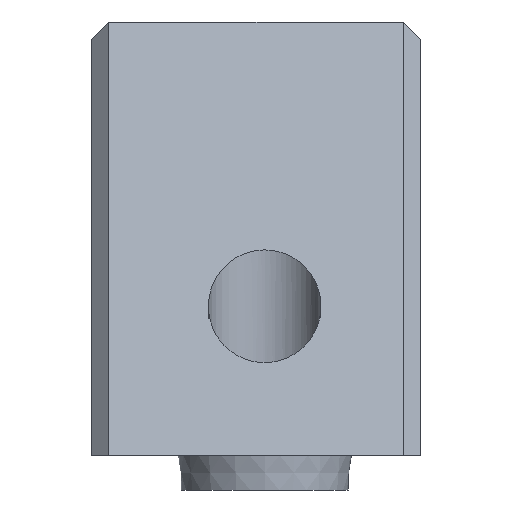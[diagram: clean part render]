
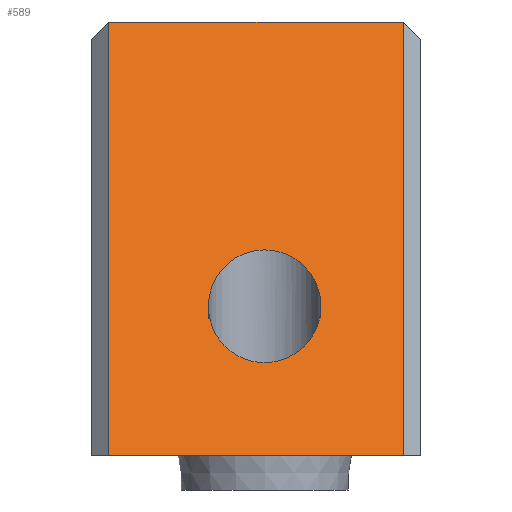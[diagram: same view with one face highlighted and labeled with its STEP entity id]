
A CAD part, left-side view. The second image highlights one B-rep face of the part: STEP entity #589.
In plain terms, the highlighted planar face has unit normal (-0.707, 0, 0.707).
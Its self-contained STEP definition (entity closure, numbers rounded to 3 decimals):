
#15=ELLIPSE('',#647,4.596,3.25);
#23=FACE_BOUND('',#114,.T.);
#31=PLANE('',#653);
#71=FACE_OUTER_BOUND('',#113,.T.);
#113=EDGE_LOOP('',(#465,#466,#467,#468));
#114=EDGE_LOOP('',(#469));
#151=LINE('',#898,#217);
#157=LINE('',#920,#223);
#158=LINE('',#922,#224);
#159=LINE('',#923,#225);
#217=VECTOR('',#731,10.);
#223=VECTOR('',#755,10.);
#224=VECTOR('',#756,10.);
#225=VECTOR('',#757,10.);
#299=VERTEX_POINT('',#895);
#300=VERTEX_POINT('',#897);
#304=VERTEX_POINT('',#907);
#307=VERTEX_POINT('',#919);
#308=VERTEX_POINT('',#921);
#355=EDGE_CURVE('',#300,#299,#151,.T.);
#361=EDGE_CURVE('',#304,#304,#15,.T.);
#365=EDGE_CURVE('',#307,#299,#157,.T.);
#366=EDGE_CURVE('',#308,#307,#158,.T.);
#367=EDGE_CURVE('',#300,#308,#159,.T.);
#465=ORIENTED_EDGE('',*,*,#365,.F.);
#466=ORIENTED_EDGE('',*,*,#366,.F.);
#467=ORIENTED_EDGE('',*,*,#367,.F.);
#468=ORIENTED_EDGE('',*,*,#355,.T.);
#469=ORIENTED_EDGE('',*,*,#361,.T.);
#589=ADVANCED_FACE('',(#71,#23),#31,.T.);
#647=AXIS2_PLACEMENT_3D('',#909,#740,#741);
#653=AXIS2_PLACEMENT_3D('',#918,#753,#754);
#731=DIRECTION('',(0.,-1.,0.));
#740=DIRECTION('center_axis',(0.707,0.,-0.707));
#741=DIRECTION('ref_axis',(-0.707,0.,-0.707));
#753=DIRECTION('center_axis',(-0.707,0.,0.707));
#754=DIRECTION('ref_axis',(-0.707,0.,-0.707));
#755=DIRECTION('',(-0.707,0.,-0.707));
#756=DIRECTION('',(0.,-1.,0.));
#757=DIRECTION('',(0.707,0.,0.707));
#895=CARTESIAN_POINT('',(-87.6,-36.5,56.));
#897=CARTESIAN_POINT('',(-87.6,-19.5,56.));
#898=CARTESIAN_POINT('',(-87.6,-18.5,56.));
#907=CARTESIAN_POINT('',(-75.75,-28.5,67.85));
#909=CARTESIAN_POINT('Origin',(-79.,-28.5,64.6));
#918=CARTESIAN_POINT('Origin',(-62.6,-18.5,81.));
#919=CARTESIAN_POINT('',(-62.6,-36.5,81.));
#920=CARTESIAN_POINT('',(-50.075,-36.5,93.525));
#921=CARTESIAN_POINT('',(-62.6,-19.5,81.));
#922=CARTESIAN_POINT('',(-62.6,-18.5,81.));
#923=CARTESIAN_POINT('',(-50.075,-19.5,93.525));
